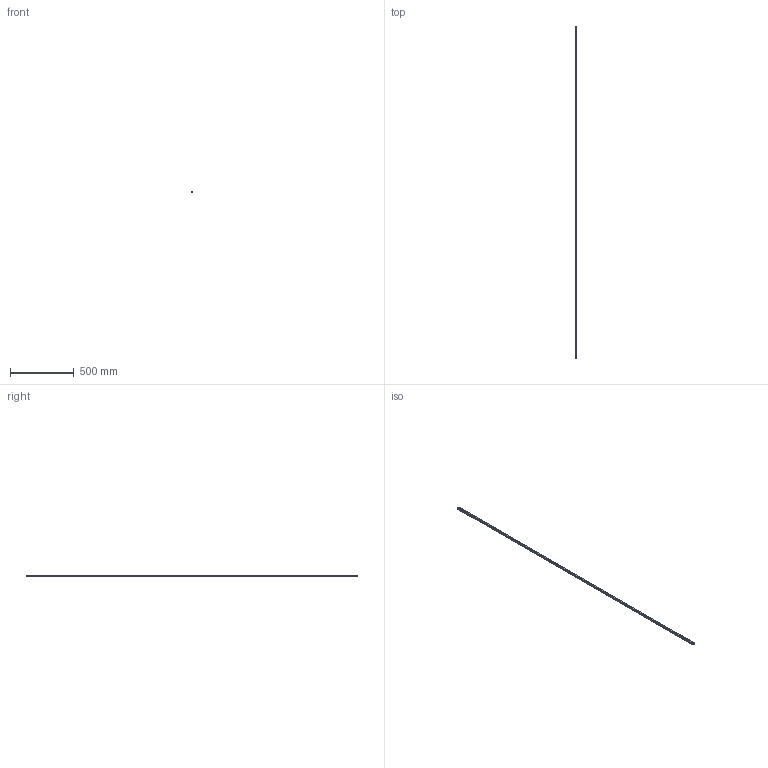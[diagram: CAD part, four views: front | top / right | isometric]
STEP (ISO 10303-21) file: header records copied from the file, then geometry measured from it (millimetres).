
FILE_DESCRIPTION(('STEP AP214'),'1');
FILE_NAME('cctmp_9807AB94-D4BF-4E84-9B8F-A331327E34D2_2021_01_19_11_25_46_0279..stp','2021-01-19T10:25:46',('HIWIN GmbH'),('CADClick - www.CADClick.com'),'Spatial InterOp 3D',' ','unknown authorization');
FILE_SCHEMA(('AUTOMOTIVE_DESIGN'));
Length unit declared in the file: millimetre
Products named in the file (1): HGR15T2610C_FILE
Bounding box: 15 x 2610 x 15 mm (x, y, z)
Volume: 489865.6 mm3; surface area: 165661.1 mm2
Topology: 1 solids, 1 shells, 291 faces, 767 edges, 438 vertices
Faces by surface type: cylinder 114, plane 89, cone 88
Entity records: 10641 total; most frequent: DIRECTION 1491, CARTESIAN_POINT 1409, ORIENTED_EDGE 1358, EDGE_CURVE 679, AXIS2_PLACEMENT_3D 520, LINE 451, VECTOR 451, VERTEX_POINT 438
